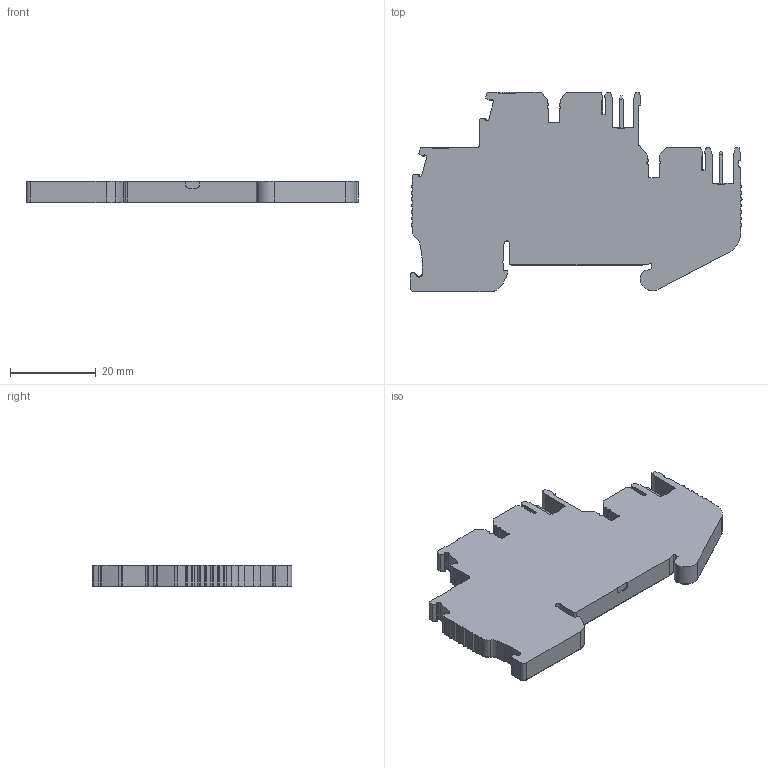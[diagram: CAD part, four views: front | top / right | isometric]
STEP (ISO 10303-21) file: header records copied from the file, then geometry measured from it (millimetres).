
FILE_DESCRIPTION (( 'STEP AP203' ), '1' );
FILE_NAME ('KN-PD25-1-PNBLU-25.step', '2025-04-29T14:18:28', ( '' ), ( '' ), 'SwSTEP 2.0', 'SolidWorks 2024', '' );
FILE_SCHEMA (( 'CONFIG_CONTROL_DESIGN' ));
Length unit declared in the file: millimetre
Products named in the file (1): KN-PD25-1-PNBLU-25
Bounding box: 77.65 x 46.65 x 5.05 mm (x, y, z)
Volume: 12885.7 mm3; surface area: 7022.3 mm2
Topology: 1 solids, 1 shells, 727 faces, 2124 edges, 1404 vertices
Faces by surface type: plane 387, cylinder 302, bspline 26, torus 8, cone 4
Entity records: 24630 total; most frequent: CARTESIAN_POINT 5068, ORIENTED_EDGE 4232, DIRECTION 4023, EDGE_CURVE 2116, VERTEX_POINT 1404, LINE 1401, VECTOR 1401, AXIS2_PLACEMENT_3D 1311
